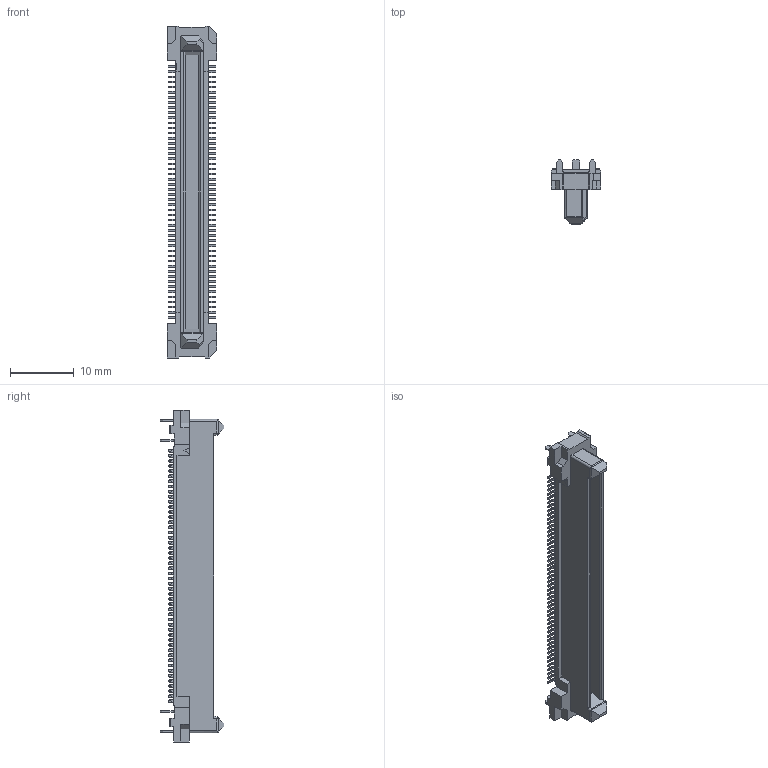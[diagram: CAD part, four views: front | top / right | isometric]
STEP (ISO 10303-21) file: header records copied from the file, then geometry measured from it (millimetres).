
FILE_DESCRIPTION(('CoCreate Modeling STEP Export'),'2;1');
FILE_NAME('FX18-100P-0.8SV.stp','2012-09-14T10:25:11',(''),(''),'CoCreate Modeling STEP processor for AP214 (Solid Model)','CoCreate Modeling 17.0 01-Apr-2010 (C) Parametric Technology GmbH','');
FILE_SCHEMA(('AUTOMOTIVE_DESIGN { 1 0 10303 214 1 1 1 1 }'));
Products named in the file (1): FX18-100P-0.8SV
Bounding box: 7.8 x 10 x 51.9 mm (x, y, z)
Volume: 918.7 mm3; surface area: 2055.3 mm2
Topology: 1 solids, 1 shells, 2271 faces, 6483 edges, 4314 vertices
Faces by surface type: plane 1435, cylinder 832, sphere 4
Entity records: 78419 total; most frequent: CARTESIAN_POINT 17857, ORIENTED_EDGE 12958, DIRECTION 12279, EDGE_CURVE 6479, VECTOR 4807, LINE 4807, VERTEX_POINT 4314, AXIS2_PLACEMENT_3D 3736
